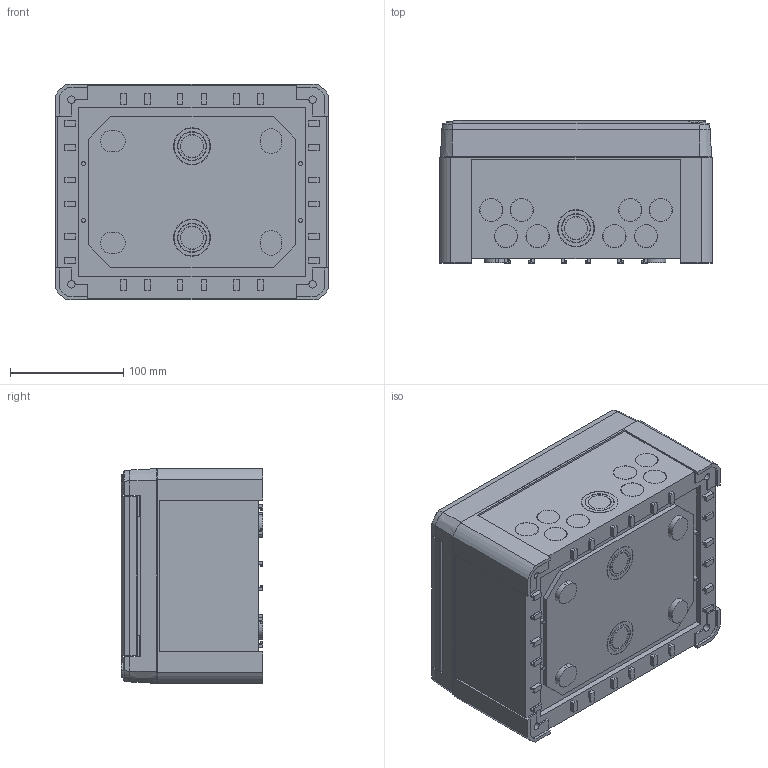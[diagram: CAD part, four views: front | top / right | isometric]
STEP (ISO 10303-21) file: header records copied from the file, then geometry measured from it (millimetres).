
FILE_DESCRIPTION (( 'STEP AP214' ), '1' );
FILE_NAME ('2008828.stp', '2021-02-01T06:44:15', ( '' ), ( '' ), 'SwSTEP 2.0', 'SolidWorks 2020', '' );
FILE_SCHEMA (( 'AUTOMOTIVE_DESIGN' ));
Length unit declared in the file: millimetre
Products named in the file (10): 087700_Standard; 2008828; 077121_S925BC-18-DB-LGR; 103121_9 Teilungseinheiten; 092861_S-925; 052899_Standard; 091280_Standard; 052900_Standard; ED170-04-02_Standard; 018602_ISO 7049 - 3,5 x 9,5 F-Z
Assembly tree (19 placements, depth 3):
  2008828
    077121_S925BC-18-DB-LGR
    103121_9 Teilungseinheiten
      052900_Standard
      052899_Standard
    087700_Standard  x4
    092861_S-925
    091280_Standard  x2
    ED170-04-02_Standard  x4
    018602_ISO 7049 - 3,5 x 9,5 F-Z  x4
Bounding box: 241.4 x 125.42 x 191 mm (x, y, z)
Volume: 1113497 mm3; surface area: 568318.3 mm2
Topology: 18 solids, 18 shells, 945 faces, 2280 edges, 1482 vertices
Faces by surface type: plane 713, cylinder 152, cone 64, bspline 8, sphere 4, torus 4
Full cylindrical faces by diameter (mm): 3.5 x4, 6.5 x4, 6.9 x4, 11.3 x4, 15.6 x4, 15.7 x4, 20 x20, 20.58 x20, 25 x4, 25.58 x4, 32 x4, 32.58 x4
Entity records: 22413 total; most frequent: CARTESIAN_POINT 4340, ORIENTED_EDGE 3556, DIRECTION 3530, EDGE_CURVE 1778, LINE 1394, VECTOR 1394, VERTEX_POINT 1202, AXIS2_PLACEMENT_3D 1068
